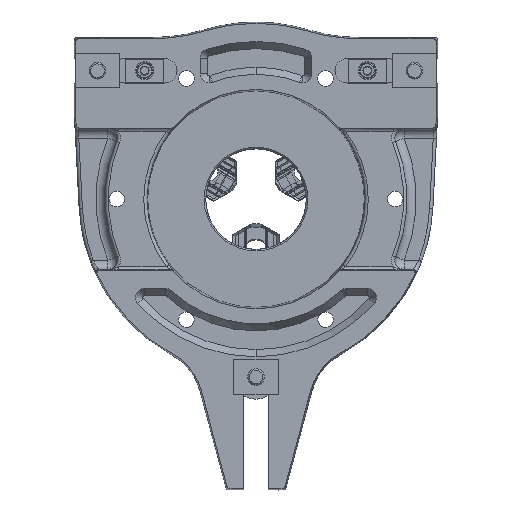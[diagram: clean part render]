
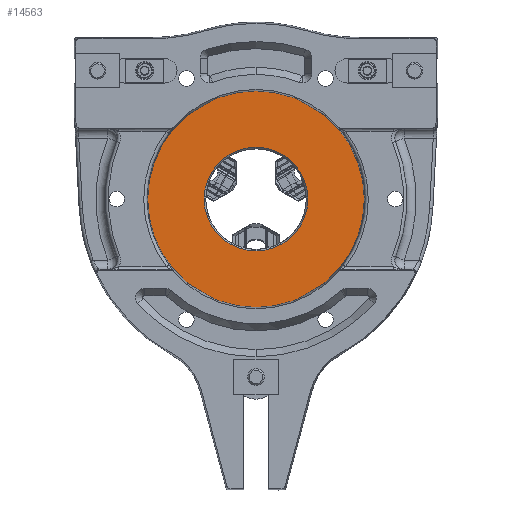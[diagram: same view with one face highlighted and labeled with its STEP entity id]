
A CAD part, front view. The second image highlights one B-rep face of the part: STEP entity #14563.
In plain terms, the highlighted planar face has unit normal (0, -1, 0).
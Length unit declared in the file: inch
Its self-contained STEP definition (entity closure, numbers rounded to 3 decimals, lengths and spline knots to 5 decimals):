
#1294 = DIRECTION ( 'NONE',  ( 0.866, 0., 0.5 ) ) ;
#3741 = AXIS2_PLACEMENT_3D ( 'NONE', #18217, #17919, #8559 ) ;
#5628 = PLANE ( 'NONE',  #30003 ) ;
#5936 = CARTESIAN_POINT ( 'NONE',  ( 0.03936, -0.03769, 1.97035 ) ) ;
#6254 = CARTESIAN_POINT ( 'NONE',  ( 0.03936, -0.03769, 1.97035 ) ) ;
#8559 = DIRECTION ( 'NONE',  ( -0.5, 0., 0.866 ) ) ;
#11151 = CARTESIAN_POINT ( 'NONE',  ( 0.03936, -0.03769, 1.97035 ) ) ;
#11840 = EDGE_CURVE ( 'NONE', #32070, #17579, #27585, .T. ) ;
#14563 = ADVANCED_FACE ( 'NONE', ( #57532, #28378 ), #5628, .F. ) ;
#14859 = AXIS2_PLACEMENT_3D ( 'NONE', #6254, #26122, #49757 ) ;
#15814 = EDGE_CURVE ( 'NONE', #30912, #18616, #19886, .T. ) ;
#16902 = ORIENTED_EDGE ( 'NONE', *, *, #46115, .F. ) ;
#17579 = VERTEX_POINT ( 'NONE', #40404 ) ;
#17919 = DIRECTION ( 'NONE',  ( 0., -1., 0. ) ) ;
#18217 = CARTESIAN_POINT ( 'NONE',  ( 0.03936, -0.03769, 1.97035 ) ) ;
#18616 = VERTEX_POINT ( 'NONE', #47801 ) ;
#19108 = EDGE_CURVE ( 'NONE', #17579, #32070, #35295, .T. ) ;
#19886 = CIRCLE ( 'NONE', #42736, 3.20866 ) ;
#21109 = DIRECTION ( 'NONE',  ( 0., 1., 0. ) ) ;
#26122 = DIRECTION ( 'NONE',  ( 0., 1., 0. ) ) ;
#27585 = CIRCLE ( 'NONE', #3741, 1.3189 ) ;
#28378 = FACE_BOUND ( 'NONE', #57608, .T. ) ;
#30003 = AXIS2_PLACEMENT_3D ( 'NONE', #39853, #44186, #1294 ) ;
#30912 = VERTEX_POINT ( 'NONE', #40355 ) ;
#32070 = VERTEX_POINT ( 'NONE', #55851 ) ;
#32325 = AXIS2_PLACEMENT_3D ( 'NONE', #5936, #38328, #33967 ) ;
#33690 = CIRCLE ( 'NONE', #14859, 3.20866 ) ;
#33967 = DIRECTION ( 'NONE',  ( -0.5, 0., 0.866 ) ) ;
#34163 = EDGE_LOOP ( 'NONE', ( #49283, #16902 ) ) ;
#35295 = CIRCLE ( 'NONE', #32325, 1.3189 ) ;
#36028 = ORIENTED_EDGE ( 'NONE', *, *, #19108, .F. ) ;
#38328 = DIRECTION ( 'NONE',  ( 0., -1., 0. ) ) ;
#39853 = CARTESIAN_POINT ( 'NONE',  ( 0.03936, -0.03769, 1.97035 ) ) ;
#40355 = CARTESIAN_POINT ( 'NONE',  ( 1.64369, -0.03769, -0.80843 ) ) ;
#40404 = CARTESIAN_POINT ( 'NONE',  ( 1.18156, -0.03769, 2.6298 ) ) ;
#42736 = AXIS2_PLACEMENT_3D ( 'NONE', #11151, #21109, #54608 ) ;
#44186 = DIRECTION ( 'NONE',  ( 0., 1., 0. ) ) ;
#46115 = EDGE_CURVE ( 'NONE', #18616, #30912, #33690, .T. ) ;
#47801 = CARTESIAN_POINT ( 'NONE',  ( -1.56497, -0.03769, 4.74913 ) ) ;
#48575 = ORIENTED_EDGE ( 'NONE', *, *, #11840, .F. ) ;
#49283 = ORIENTED_EDGE ( 'NONE', *, *, #15814, .F. ) ;
#49757 = DIRECTION ( 'NONE',  ( 0.5, 0., -0.866 ) ) ;
#54608 = DIRECTION ( 'NONE',  ( 0.5, 0., -0.866 ) ) ;
#55851 = CARTESIAN_POINT ( 'NONE',  ( -1.10284, -0.03769, 1.3109 ) ) ;
#57532 = FACE_OUTER_BOUND ( 'NONE', #34163, .T. ) ;
#57608 = EDGE_LOOP ( 'NONE', ( #48575, #36028 ) ) ;
